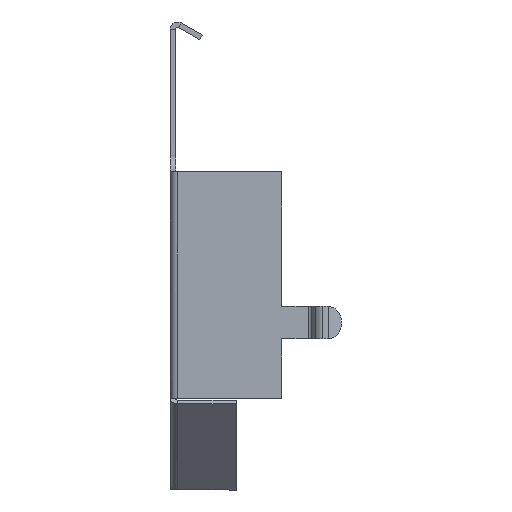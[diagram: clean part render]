
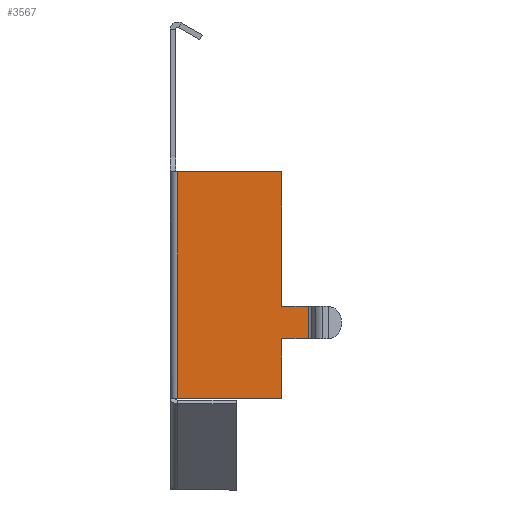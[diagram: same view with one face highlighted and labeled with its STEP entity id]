
A CAD part, left-side view. The second image highlights one B-rep face of the part: STEP entity #3567.
In plain terms, the highlighted planar face has unit normal (-1, 0, 0).
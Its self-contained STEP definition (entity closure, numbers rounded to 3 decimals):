
#150 = LINE ( 'NONE', #2917, #1323 ) ;
#163 = CARTESIAN_POINT ( 'NONE',  ( -12.7, 5.03, -3.652 ) ) ;
#204 = DIRECTION ( 'NONE',  ( 0., 0., -1. ) ) ;
#221 = CARTESIAN_POINT ( 'NONE',  ( -12.7, 0., 0.785 ) ) ;
#341 = CARTESIAN_POINT ( 'NONE',  ( -12.7, 0., -3.652 ) ) ;
#351 = DIRECTION ( 'NONE',  ( 0., -1., 0. ) ) ;
#353 = VECTOR ( 'NONE', #351, 1000. ) ;
#378 = VERTEX_POINT ( 'NONE', #490 ) ;
#399 = VERTEX_POINT ( 'NONE', #3761 ) ;
#490 = CARTESIAN_POINT ( 'NONE',  ( -12.7, -1.277, -0.785 ) ) ;
#585 = VERTEX_POINT ( 'NONE', #2665 ) ;
#620 = CARTESIAN_POINT ( 'NONE',  ( -12.7, -1.277, -0.785 ) ) ;
#623 = EDGE_CURVE ( 'NONE', #399, #378, #2263, .T. ) ;
#664 = ORIENTED_EDGE ( 'NONE', *, *, #1510, .F. ) ;
#769 = VECTOR ( 'NONE', #1158, 1000. ) ;
#841 = AXIS2_PLACEMENT_3D ( 'NONE', #1440, #2856, #3201 ) ;
#852 = ORIENTED_EDGE ( 'NONE', *, *, #1295, .T. ) ;
#912 = CARTESIAN_POINT ( 'NONE',  ( -12.7, 5.13, -3.652 ) ) ;
#1097 = PLANE ( 'NONE',  #841 ) ;
#1158 = DIRECTION ( 'NONE',  ( 0., -1., 0. ) ) ;
#1184 = LINE ( 'NONE', #1917, #1996 ) ;
#1246 = VECTOR ( 'NONE', #3500, 1000. ) ;
#1295 = EDGE_CURVE ( 'NONE', #3708, #378, #4060, .T. ) ;
#1323 = VECTOR ( 'NONE', #1899, 1000. ) ;
#1343 = CARTESIAN_POINT ( 'NONE',  ( -12.7, -1.277, 0.785 ) ) ;
#1440 = CARTESIAN_POINT ( 'NONE',  ( -12.7, 0., 0. ) ) ;
#1510 = EDGE_CURVE ( 'NONE', #3708, #3844, #2863, .T. ) ;
#1573 = VERTEX_POINT ( 'NONE', #221 ) ;
#1634 = CARTESIAN_POINT ( 'NONE',  ( -12.7, -1.277, 0.785 ) ) ;
#1699 = DIRECTION ( 'NONE',  ( 0., 0., -1. ) ) ;
#1721 = EDGE_CURVE ( 'NONE', #585, #2541, #150, .T. ) ;
#1822 = CARTESIAN_POINT ( 'NONE',  ( -12.7, 0., -3.81 ) ) ;
#1888 = EDGE_CURVE ( 'NONE', #1573, #399, #2920, .T. ) ;
#1899 = DIRECTION ( 'NONE',  ( 0., -1., 0. ) ) ;
#1917 = CARTESIAN_POINT ( 'NONE',  ( -12.7, 5.03, 0. ) ) ;
#1996 = VECTOR ( 'NONE', #3542, 1000. ) ;
#2071 = EDGE_CURVE ( 'NONE', #2541, #1573, #2556, .T. ) ;
#2251 = ORIENTED_EDGE ( 'NONE', *, *, #2071, .F. ) ;
#2263 = LINE ( 'NONE', #1343, #3867 ) ;
#2430 = VERTEX_POINT ( 'NONE', #163 ) ;
#2446 = ORIENTED_EDGE ( 'NONE', *, *, #1721, .F. ) ;
#2541 = VERTEX_POINT ( 'NONE', #2824 ) ;
#2556 = LINE ( 'NONE', #1822, #2698 ) ;
#2664 = ORIENTED_EDGE ( 'NONE', *, *, #3670, .T. ) ;
#2665 = CARTESIAN_POINT ( 'NONE',  ( -12.7, 5.03, 7.285 ) ) ;
#2698 = VECTOR ( 'NONE', #4082, 1000. ) ;
#2824 = CARTESIAN_POINT ( 'NONE',  ( -12.7, 0., 7.285 ) ) ;
#2856 = DIRECTION ( 'NONE',  ( -1., 0., 0. ) ) ;
#2863 = LINE ( 'NONE', #4069, #3515 ) ;
#2917 = CARTESIAN_POINT ( 'NONE',  ( -12.7, 0., 7.285 ) ) ;
#2920 = LINE ( 'NONE', #1634, #353 ) ;
#2991 = LINE ( 'NONE', #912, #1246 ) ;
#3038 = FACE_OUTER_BOUND ( 'NONE', #3389, .T. ) ;
#3201 = DIRECTION ( 'NONE',  ( 0., -1., 0. ) ) ;
#3237 = ORIENTED_EDGE ( 'NONE', *, *, #623, .F. ) ;
#3389 = EDGE_LOOP ( 'NONE', ( #3393, #664, #852, #3237, #4204, #2251, #2446, #2664 ) ) ;
#3393 = ORIENTED_EDGE ( 'NONE', *, *, #3419, .F. ) ;
#3419 = EDGE_CURVE ( 'NONE', #3844, #2430, #2991, .T. ) ;
#3500 = DIRECTION ( 'NONE',  ( 0., 1., 0. ) ) ;
#3515 = VECTOR ( 'NONE', #204, 1000. ) ;
#3542 = DIRECTION ( 'NONE',  ( 0., 0., -1. ) ) ;
#3567 = ADVANCED_FACE ( 'NONE', ( #3038 ), #1097, .T. ) ;
#3670 = EDGE_CURVE ( 'NONE', #585, #2430, #1184, .T. ) ;
#3708 = VERTEX_POINT ( 'NONE', #3889 ) ;
#3761 = CARTESIAN_POINT ( 'NONE',  ( -12.7, -1.277, 0.785 ) ) ;
#3844 = VERTEX_POINT ( 'NONE', #341 ) ;
#3867 = VECTOR ( 'NONE', #1699, 1000. ) ;
#3889 = CARTESIAN_POINT ( 'NONE',  ( -12.7, 0., -0.785 ) ) ;
#4060 = LINE ( 'NONE', #620, #769 ) ;
#4069 = CARTESIAN_POINT ( 'NONE',  ( -12.7, 0., -3.81 ) ) ;
#4082 = DIRECTION ( 'NONE',  ( 0., 0., -1. ) ) ;
#4204 = ORIENTED_EDGE ( 'NONE', *, *, #1888, .F. ) ;
